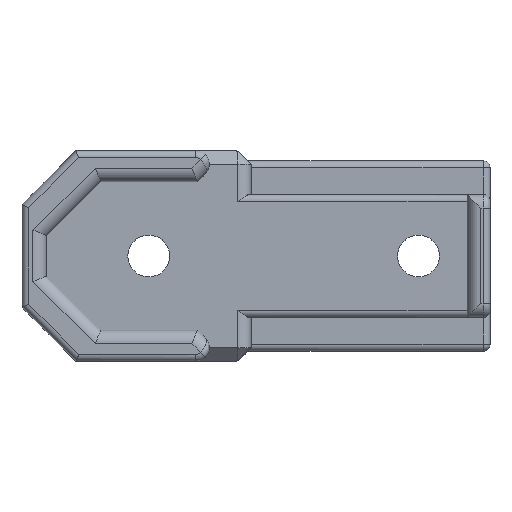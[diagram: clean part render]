
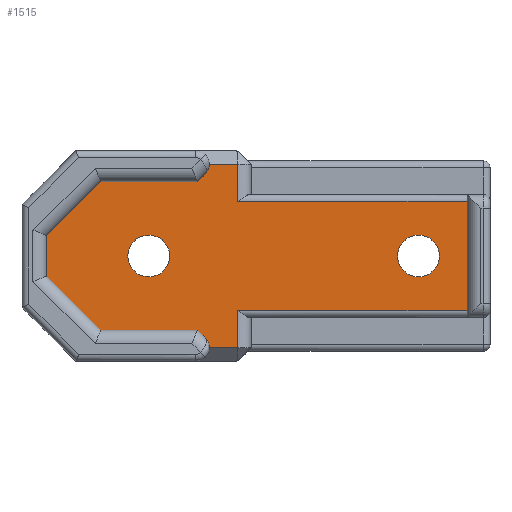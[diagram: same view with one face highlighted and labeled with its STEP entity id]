
A CAD part, top view. The second image highlights one B-rep face of the part: STEP entity #1515.
In plain terms, the highlighted planar face has unit normal (0, 0, 1).
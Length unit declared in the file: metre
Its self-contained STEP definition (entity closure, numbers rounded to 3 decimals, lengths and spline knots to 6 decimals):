
#118=CIRCLE('',#1629,0.001);
#119=CIRCLE('',#1630,0.001);
#120=CIRCLE('',#1631,0.00155);
#121=CIRCLE('',#1632,0.00155);
#200=ORIENTED_EDGE('',*,*,#658,.T.);
#201=ORIENTED_EDGE('',*,*,#659,.T.);
#202=ORIENTED_EDGE('',*,*,#660,.T.);
#203=ORIENTED_EDGE('',*,*,#661,.T.);
#204=ORIENTED_EDGE('',*,*,#662,.T.);
#205=ORIENTED_EDGE('',*,*,#663,.T.);
#206=ORIENTED_EDGE('',*,*,#664,.T.);
#207=ORIENTED_EDGE('',*,*,#665,.F.);
#208=ORIENTED_EDGE('',*,*,#666,.F.);
#209=ORIENTED_EDGE('',*,*,#667,.F.);
#210=ORIENTED_EDGE('',*,*,#668,.F.);
#211=ORIENTED_EDGE('',*,*,#669,.F.);
#212=ORIENTED_EDGE('',*,*,#670,.F.);
#213=ORIENTED_EDGE('',*,*,#656,.F.);
#214=ORIENTED_EDGE('',*,*,#671,.T.);
#215=ORIENTED_EDGE('',*,*,#672,.T.);
#216=ORIENTED_EDGE('',*,*,#673,.F.);
#217=ORIENTED_EDGE('',*,*,#674,.F.);
#656=EDGE_CURVE('',#885,#886,#1020,.T.);
#658=EDGE_CURVE('',#887,#888,#1022,.F.);
#659=EDGE_CURVE('',#888,#889,#1023,.T.);
#660=EDGE_CURVE('',#889,#890,#1024,.T.);
#661=EDGE_CURVE('',#890,#891,#1025,.F.);
#662=EDGE_CURVE('',#891,#892,#1026,.F.);
#663=EDGE_CURVE('',#892,#893,#1027,.T.);
#664=EDGE_CURVE('',#893,#894,#118,.F.);
#665=EDGE_CURVE('',#895,#894,#1028,.T.);
#666=EDGE_CURVE('',#896,#895,#1029,.T.);
#667=EDGE_CURVE('',#897,#896,#1030,.T.);
#668=EDGE_CURVE('',#898,#897,#1031,.T.);
#669=EDGE_CURVE('',#899,#898,#1032,.T.);
#670=EDGE_CURVE('',#886,#899,#1033,.T.);
#671=EDGE_CURVE('',#885,#900,#119,.F.);
#672=EDGE_CURVE('',#900,#887,#1034,.T.);
#673=EDGE_CURVE('',#901,#901,#120,.T.);
#674=EDGE_CURVE('',#902,#902,#121,.T.);
#885=VERTEX_POINT('',#2370);
#886=VERTEX_POINT('',#2372);
#887=VERTEX_POINT('',#2376);
#888=VERTEX_POINT('',#2377);
#889=VERTEX_POINT('',#2379);
#890=VERTEX_POINT('',#2381);
#891=VERTEX_POINT('',#2383);
#892=VERTEX_POINT('',#2385);
#893=VERTEX_POINT('',#2387);
#894=VERTEX_POINT('',#2389);
#895=VERTEX_POINT('',#2391);
#896=VERTEX_POINT('',#2393);
#897=VERTEX_POINT('',#2395);
#898=VERTEX_POINT('',#2397);
#899=VERTEX_POINT('',#2399);
#900=VERTEX_POINT('',#2402);
#901=VERTEX_POINT('',#2405);
#902=VERTEX_POINT('',#2407);
#1020=LINE('',#2371,#1157);
#1022=LINE('',#2375,#1159);
#1023=LINE('',#2378,#1160);
#1024=LINE('',#2380,#1161);
#1025=LINE('',#2382,#1162);
#1026=LINE('',#2384,#1163);
#1027=LINE('',#2386,#1164);
#1028=LINE('',#2390,#1165);
#1029=LINE('',#2392,#1166);
#1030=LINE('',#2394,#1167);
#1031=LINE('',#2396,#1168);
#1032=LINE('',#2398,#1169);
#1033=LINE('',#2400,#1170);
#1034=LINE('',#2403,#1171);
#1157=VECTOR('',#1847,1.);
#1159=VECTOR('',#1851,1.);
#1160=VECTOR('',#1852,1.);
#1161=VECTOR('',#1853,1.);
#1162=VECTOR('',#1854,1.);
#1163=VECTOR('',#1855,1.);
#1164=VECTOR('',#1856,1.);
#1165=VECTOR('',#1859,1.);
#1166=VECTOR('',#1860,1.);
#1167=VECTOR('',#1861,1.);
#1168=VECTOR('',#1862,1.);
#1169=VECTOR('',#1863,1.);
#1170=VECTOR('',#1864,1.);
#1171=VECTOR('',#1867,1.);
#1271=EDGE_LOOP('',(#200,#201,#202,#203,#204,#205,#206,#207,#208,#209,#210,
#211,#212,#213,#214,#215));
#1272=EDGE_LOOP('',(#216));
#1273=EDGE_LOOP('',(#217));
#1376=FACE_BOUND('',#1271,.T.);
#1377=FACE_BOUND('',#1272,.T.);
#1378=FACE_BOUND('',#1273,.T.);
#1481=PLANE('',#1628);
#1515=ADVANCED_FACE('',(#1376,#1377,#1378),#1481,.T.);
#1628=AXIS2_PLACEMENT_3D('',#2374,#1849,#1850);
#1629=AXIS2_PLACEMENT_3D('',#2388,#1857,#1858);
#1630=AXIS2_PLACEMENT_3D('',#2401,#1865,#1866);
#1631=AXIS2_PLACEMENT_3D('',#2404,#1868,#1869);
#1632=AXIS2_PLACEMENT_3D('',#2406,#1870,#1871);
#1847=DIRECTION('',(-0.707,0.707,0.));
#1849=DIRECTION('',(0.,0.,1.));
#1850=DIRECTION('',(1.,0.,0.));
#1851=DIRECTION('',(0.,-1.,0.));
#1852=DIRECTION('',(1.,0.,0.));
#1853=DIRECTION('',(0.,1.,0.));
#1854=DIRECTION('',(1.,0.,0.));
#1855=DIRECTION('',(0.,-1.,0.));
#1856=DIRECTION('',(-1.,0.,0.));
#1857=DIRECTION('',(0.,0.,1.));
#1858=DIRECTION('',(1.,0.,0.));
#1859=DIRECTION('',(0.707,0.707,0.));
#1860=DIRECTION('',(1.,0.,0.));
#1861=DIRECTION('',(0.711,0.704,0.));
#1862=DIRECTION('',(0.,1.,0.));
#1863=DIRECTION('',(-0.711,0.704,0.));
#1864=DIRECTION('',(-1.,0.,0.));
#1865=DIRECTION('',(0.,0.,1.));
#1866=DIRECTION('',(1.,0.,0.));
#1867=DIRECTION('',(1.,0.,0.));
#1868=DIRECTION('',(0.,0.,1.));
#1869=DIRECTION('',(1.,0.,0.));
#1870=DIRECTION('',(0.,0.,1.));
#1871=DIRECTION('',(1.,0.,0.));
#2370=CARTESIAN_POINT('',(0.013593,0.003407,0.0052));
#2371=CARTESIAN_POINT('',(0.015,0.002,0.0052));
#2372=CARTESIAN_POINT('',(0.013,0.004,0.0052));
#2374=CARTESIAN_POINT('',(0.01735,0.0095,0.0052));
#2375=CARTESIAN_POINT('',(0.016,0.0095,0.0052));
#2376=CARTESIAN_POINT('',(0.016,0.0027,0.0052));
#2377=CARTESIAN_POINT('',(0.016,0.00545,0.0052));
#2378=CARTESIAN_POINT('',(0.01735,0.00545,0.0052));
#2379=CARTESIAN_POINT('',(0.033,0.00545,0.0052));
#2380=CARTESIAN_POINT('',(0.033,0.0095,0.0052));
#2381=CARTESIAN_POINT('',(0.033,0.01355,0.0052));
#2382=CARTESIAN_POINT('',(0.016,0.01355,0.0052));
#2383=CARTESIAN_POINT('',(0.016,0.01355,0.0052));
#2384=CARTESIAN_POINT('',(0.016,0.0173,0.0052));
#2385=CARTESIAN_POINT('',(0.016,0.0163,0.0052));
#2386=CARTESIAN_POINT('',(0.012886,0.0163,0.0052));
#2387=CARTESIAN_POINT('',(0.013886,0.0163,0.0052));
#2388=CARTESIAN_POINT('',(0.012886,0.0163,0.0052));
#2389=CARTESIAN_POINT('',(0.013593,0.015593,0.0052));
#2390=CARTESIAN_POINT('',(0.015,0.017,0.0052));
#2391=CARTESIAN_POINT('',(0.013,0.015,0.0052));
#2392=CARTESIAN_POINT('',(0.009419,0.015,0.0052));
#2393=CARTESIAN_POINT('',(0.005839,0.015,0.0052));
#2394=CARTESIAN_POINT('',(0.003819,0.013,0.0052));
#2395=CARTESIAN_POINT('',(0.0018,0.011,0.0052));
#2396=CARTESIAN_POINT('',(0.0018,0.0095,0.0052));
#2397=CARTESIAN_POINT('',(0.0018,0.008,0.0052));
#2398=CARTESIAN_POINT('',(0.003819,0.006,0.0052));
#2399=CARTESIAN_POINT('',(0.005839,0.004,0.0052));
#2400=CARTESIAN_POINT('',(0.009419,0.004,0.0052));
#2401=CARTESIAN_POINT('',(0.012886,0.0027,0.0052));
#2402=CARTESIAN_POINT('',(0.013886,0.0027,0.0052));
#2403=CARTESIAN_POINT('',(0.01735,0.0027,0.0052));
#2404=CARTESIAN_POINT('',(0.0094,0.0095,0.0052));
#2405=CARTESIAN_POINT('',(0.01095,0.0095,0.0052));
#2406=CARTESIAN_POINT('',(0.0294,0.0095,0.0052));
#2407=CARTESIAN_POINT('',(0.03095,0.0095,0.0052));
